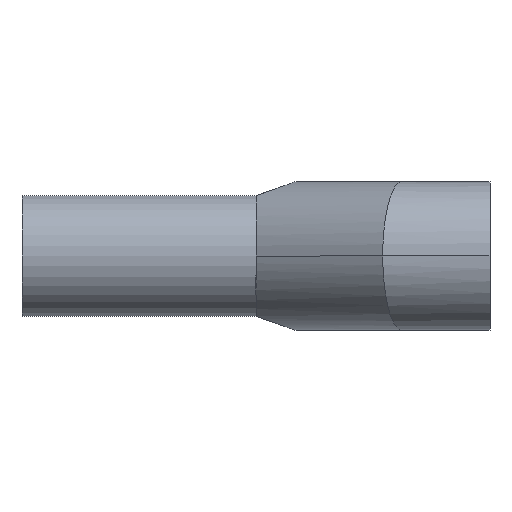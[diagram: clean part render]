
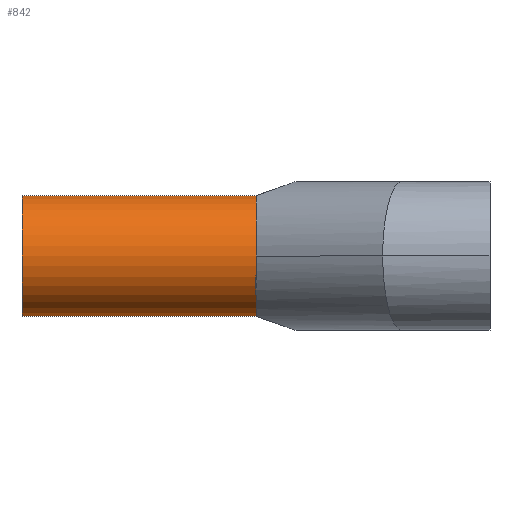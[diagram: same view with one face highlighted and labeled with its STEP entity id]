
A CAD part, left-side view. The second image highlights one B-rep face of the part: STEP entity #842.
In plain terms, the highlighted cylindrical face has radius 3.1 mm (diameter 6.2 mm), a partial arc.
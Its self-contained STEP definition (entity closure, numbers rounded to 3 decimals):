
#86 = DIRECTION ( 'NONE',  ( 0., -1., 0. ) ) ;
#93 = DIRECTION ( 'NONE',  ( 0., 0., 1. ) ) ;
#128 = CARTESIAN_POINT ( 'NONE',  ( 0., 0., 0. ) ) ;
#182 = EDGE_LOOP ( 'NONE', ( #630, #1038, #453, #209 ) ) ;
#209 = ORIENTED_EDGE ( 'NONE', *, *, #613, .T. ) ;
#286 = DIRECTION ( 'NONE',  ( 0., 1., 0. ) ) ;
#305 = CIRCLE ( 'NONE', #1158, 3.1 ) ;
#348 = CARTESIAN_POINT ( 'NONE',  ( 0., 12., 3.1 ) ) ;
#453 = ORIENTED_EDGE ( 'NONE', *, *, #1526, .T. ) ;
#484 = DIRECTION ( 'NONE',  ( 0., 0., -1. ) ) ;
#501 = FACE_OUTER_BOUND ( 'NONE', #182, .T. ) ;
#505 = VERTEX_POINT ( 'NONE', #1037 ) ;
#602 = CARTESIAN_POINT ( 'NONE',  ( 0., 0., 3.1 ) ) ;
#613 = EDGE_CURVE ( 'NONE', #505, #858, #305, .T. ) ;
#630 = ORIENTED_EDGE ( 'NONE', *, *, #648, .F. ) ;
#648 = EDGE_CURVE ( 'NONE', #1330, #858, #1301, .T. ) ;
#665 = AXIS2_PLACEMENT_3D ( 'NONE', #1679, #286, #1697 ) ;
#704 = VERTEX_POINT ( 'NONE', #782 ) ;
#767 = DIRECTION ( 'NONE',  ( 0., -1., 0. ) ) ;
#782 = CARTESIAN_POINT ( 'NONE',  ( 0., 12., -3.1 ) ) ;
#842 = ADVANCED_FACE ( 'NONE', ( #501 ), #1284, .T. ) ;
#858 = VERTEX_POINT ( 'NONE', #602 ) ;
#1037 = CARTESIAN_POINT ( 'NONE',  ( 0., 0., -3.1 ) ) ;
#1038 = ORIENTED_EDGE ( 'NONE', *, *, #1756, .F. ) ;
#1052 = CARTESIAN_POINT ( 'NONE',  ( 0., 12., 0. ) ) ;
#1054 = CARTESIAN_POINT ( 'NONE',  ( 0., 12., 3.1 ) ) ;
#1075 = CARTESIAN_POINT ( 'NONE',  ( 0., 12., -3.1 ) ) ;
#1090 = AXIS2_PLACEMENT_3D ( 'NONE', #1052, #767, #484 ) ;
#1158 = AXIS2_PLACEMENT_3D ( 'NONE', #128, #1466, #93 ) ;
#1253 = CIRCLE ( 'NONE', #665, 3.1 ) ;
#1284 = CYLINDRICAL_SURFACE ( 'NONE', #1090, 3.1 ) ;
#1294 = LINE ( 'NONE', #1075, #1495 ) ;
#1301 = LINE ( 'NONE', #1054, #1398 ) ;
#1330 = VERTEX_POINT ( 'NONE', #348 ) ;
#1398 = VECTOR ( 'NONE', #86, 1000. ) ;
#1466 = DIRECTION ( 'NONE',  ( 0., 1., 0. ) ) ;
#1495 = VECTOR ( 'NONE', #1497, 1000. ) ;
#1497 = DIRECTION ( 'NONE',  ( 0., -1., 0. ) ) ;
#1526 = EDGE_CURVE ( 'NONE', #704, #505, #1294, .T. ) ;
#1679 = CARTESIAN_POINT ( 'NONE',  ( 0., 12., 0. ) ) ;
#1697 = DIRECTION ( 'NONE',  ( 0., 0., 1. ) ) ;
#1756 = EDGE_CURVE ( 'NONE', #704, #1330, #1253, .T. ) ;
